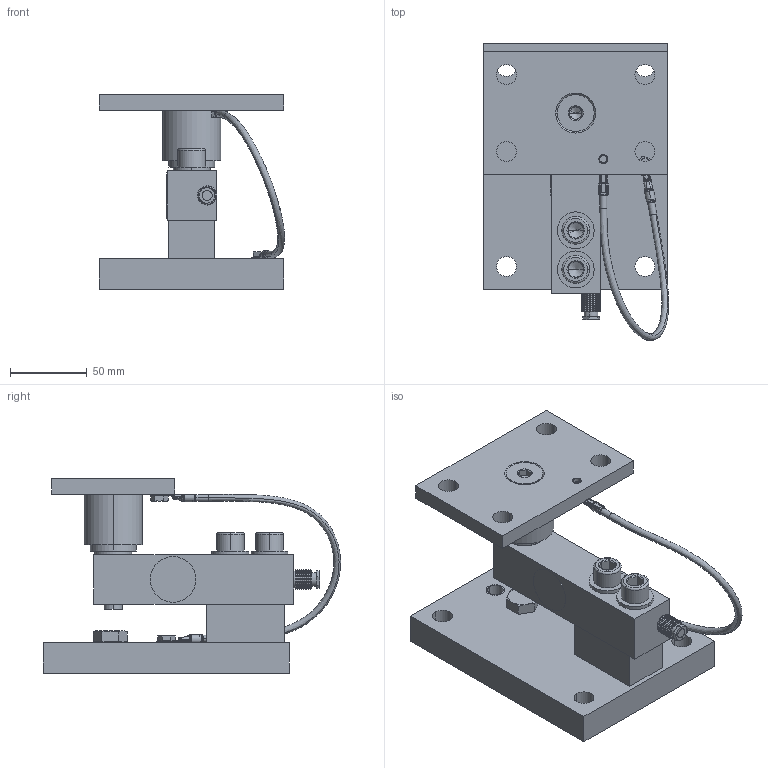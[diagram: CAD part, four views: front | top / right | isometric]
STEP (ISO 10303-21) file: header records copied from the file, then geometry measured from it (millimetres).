
FILE_DESCRIPTION(('STEP AP214'),'1');
FILE_NAME('T12FTAGP.stp','2020-06-30T10:48:27',(' '),(' '),'Spatial InterOp 3D',' ',' ');
FILE_SCHEMA(('AUTOMOTIVE_DESIGN { 1 0 10303 214 1 1 1 1 }'));
Length unit declared in the file: metre
Products named in the file (23): Capocorda; guaina; occhiello; cavo; CORDINACCE; Cavo2; T12FTAGP; Vite a testa esagonale M6x8; Vite a testa svasata piana con cava esagonale M12 x 20; PIAGP; ANTIV402; acciaio inox; gomma; ANTIV40; Rondella per vite M12; Vite a testa cilindrica con cava esagonale M12x70; cella di carico; corpo; pressacavo ¼ GAS; BLOCT12C; Vite a testa esagonale M12x20; PIAT12FCA
Assembly tree (29 placements, depth 4):
  T12FTAGP
    CORDINACCE
      Capocorda
        guaina
        occhiello
        cavo
      Capocorda
        guaina
        occhiello
        cavo
      Cavo2
    Vite a testa esagonale M6x8  x2
    Vite a testa svasata piana con cava esagonale M12 x 20
    PIAGP
    ANTIV40
      ANTIV402
        acciaio inox
        gomma
    Rondella per vite M12  x3
    Vite a testa cilindrica con cava esagonale M12x70  x2
    cella di carico
      corpo
      pressacavo ¼ GAS
    BLOCT12C
    Vite a testa esagonale M12x20
    PIAT12FCA
Bounding box: 120.39 x 193.22 x 126.5 mm (x, y, z)
Volume: 680096.8 mm3; surface area: 156138.8 mm2
Topology: 23 solids, 31 shells, 701 faces, 1682 edges, 1038 vertices
Faces by surface type: cylinder 216, plane 207, cone 138, bspline 76, torus 60, extrusion 4
Entity records: 22037 total; most frequent: CARTESIAN_POINT 9944, DIRECTION 2527, ORIENTED_EDGE 2270, EDGE_CURVE 1151, AXIS2_PLACEMENT_3D 1041, VERTEX_POINT 713, EDGE_LOOP 564, CIRCLE 552
